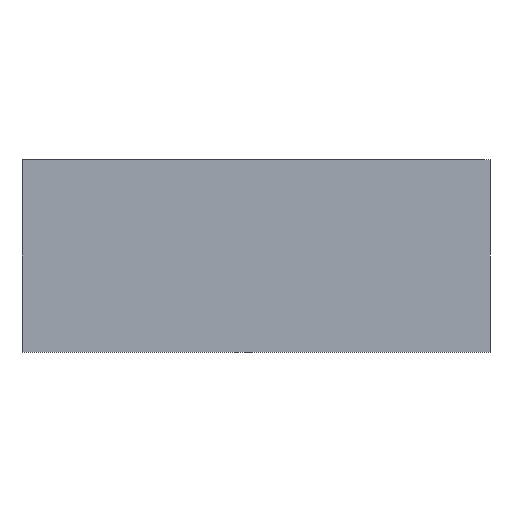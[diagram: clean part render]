
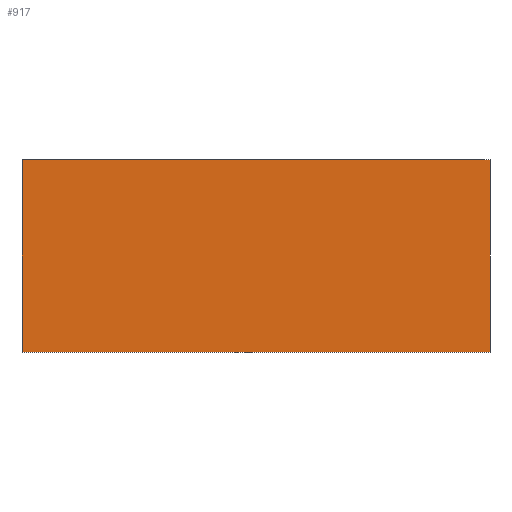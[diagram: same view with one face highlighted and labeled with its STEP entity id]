
A CAD part, left-side view. The second image highlights one B-rep face of the part: STEP entity #917.
In plain terms, the highlighted planar face has unit normal (-1, 0, 0).
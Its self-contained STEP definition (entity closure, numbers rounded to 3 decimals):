
#138=PLANE('',#1003);
#191=FACE_OUTER_BOUND('',#249,.T.);
#249=EDGE_LOOP('',(#823,#824,#825,#826));
#293=LINE('',#12209,#348);
#294=LINE('',#12211,#349);
#295=LINE('',#12213,#350);
#296=LINE('',#12214,#351);
#348=VECTOR('',#1146,10.);
#349=VECTOR('',#1147,10.);
#350=VECTOR('',#1148,10.);
#351=VECTOR('',#1149,10.);
#466=VERTEX_POINT('',#12207);
#467=VERTEX_POINT('',#12208);
#468=VERTEX_POINT('',#12210);
#469=VERTEX_POINT('',#12212);
#588=EDGE_CURVE('',#466,#467,#293,.T.);
#589=EDGE_CURVE('',#467,#468,#294,.T.);
#590=EDGE_CURVE('',#469,#468,#295,.T.);
#591=EDGE_CURVE('',#466,#469,#296,.T.);
#823=ORIENTED_EDGE('',*,*,#588,.T.);
#824=ORIENTED_EDGE('',*,*,#589,.T.);
#825=ORIENTED_EDGE('',*,*,#590,.F.);
#826=ORIENTED_EDGE('',*,*,#591,.F.);
#917=ADVANCED_FACE('',(#191),#138,.T.);
#1003=AXIS2_PLACEMENT_3D('',#12206,#1144,#1145);
#1144=DIRECTION('center_axis',(-1.,0.,0.));
#1145=DIRECTION('ref_axis',(0.,-1.,0.));
#1146=DIRECTION('',(0.,-1.,0.));
#1147=DIRECTION('',(0.,0.,1.));
#1148=DIRECTION('',(0.,-1.,0.));
#1149=DIRECTION('',(0.,0.,1.));
#12206=CARTESIAN_POINT('Origin',(-65.925,65.925,-54.3));
#12207=CARTESIAN_POINT('',(-65.925,65.925,-54.3));
#12208=CARTESIAN_POINT('',(-65.925,-65.925,-54.3));
#12209=CARTESIAN_POINT('',(-65.925,65.925,-54.3));
#12210=CARTESIAN_POINT('',(-65.925,-65.925,0.));
#12211=CARTESIAN_POINT('',(-65.925,-65.925,-54.3));
#12212=CARTESIAN_POINT('',(-65.925,65.925,0.));
#12213=CARTESIAN_POINT('',(-65.925,65.925,0.));
#12214=CARTESIAN_POINT('',(-65.925,65.925,-54.3));
